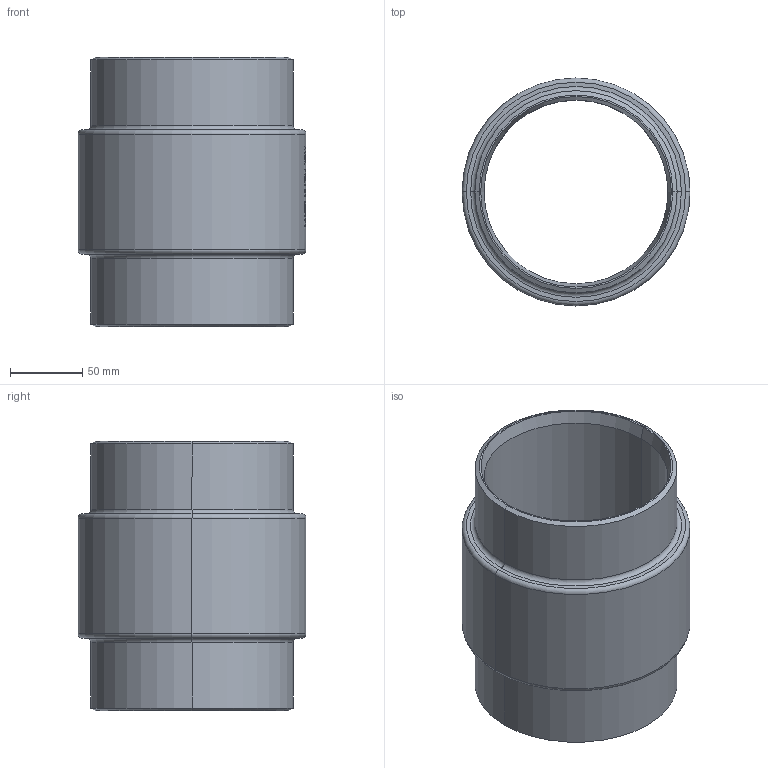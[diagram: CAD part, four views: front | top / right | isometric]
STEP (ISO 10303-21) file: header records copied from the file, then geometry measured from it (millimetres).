
FILE_DESCRIPTION (( 'STEP AP214' ), '1' );
FILE_NAME ('7110000_DN125_ PN40 51420191.STEP', '2022-03-18T08:05:30', ( 'axxx' ), ( 'Hewlett-Packard Company' ), 'SwSTEP 2.0', 'SolidWorks 2019', '' );
FILE_SCHEMA (( 'AUTOMOTIVE_DESIGN' ));
Length unit declared in the file: millimetre
Products named in the file (1): 7110000_DN125_ PN40 51420191
Bounding box: 157.5 x 157.5 x 186 mm (x, y, z)
Volume: 837011 mm3; surface area: 173248.6 mm2
Topology: 1 solids, 1 shells, 506 faces, 1355 edges, 898 vertices
Faces by surface type: plane 260, bspline 193, cylinder 37, torus 8, cone 8
Entity records: 26926 total; most frequent: CARTESIAN_POINT 15659, ORIENTED_EDGE 2710, DIRECTION 1640, EDGE_CURVE 1355, VERTEX_POINT 898, LINE 764, VECTOR 764, EDGE_LOOP 555
